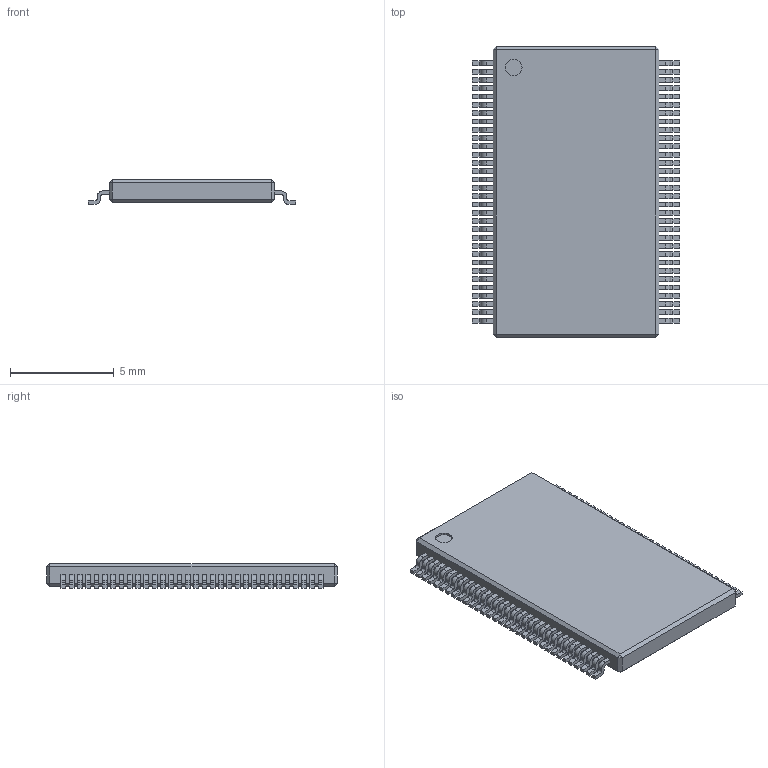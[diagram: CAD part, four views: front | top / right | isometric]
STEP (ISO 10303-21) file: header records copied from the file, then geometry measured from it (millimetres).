
FILE_DESCRIPTION(('Open CASCADE Model'),'2;1');
FILE_NAME('Open CASCADE Shape Model','2023-09-16T23:47:35',('Author'),('Open CASCADE'),'Open CASCADE STEP processor 7.7','Open CASCADE 7.7','Unknown');
FILE_SCHEMA(('AUTOMOTIVE_DESIGN { 1 0 10303 214 1 1 1 1 }'));
Length unit declared in the file: millimetre
Products named in the file (38): TSSOP64P40_1400X1000X120L100X23; body; body_part; dot; dot_part; leg-1; leg-1_part; leg-2; leg-3; leg-4; leg-5; leg-6; leg-7; leg-8; leg-9; leg-10; leg-11; leg-12; leg-13; leg-14; leg-15; leg-16; leg-17; leg-18; leg-19; leg-20; leg-21; leg-22; leg-23; leg-24; leg-25; leg-26; leg-27; leg-28; leg-29; leg-30; leg-31; leg-32
Assembly tree (68 placements, depth 3):
  TSSOP64P40_1400X1000X120L100X23
    body
      body_part
    dot
      dot_part
    leg-1
      leg-1_part
    leg-2
      leg-1_part
    leg-3
      leg-1_part
    leg-4
      leg-1_part
    leg-5
      leg-1_part
    leg-6
      leg-1_part
    leg-7
      leg-1_part
    leg-8
      leg-1_part
    leg-9
      leg-1_part
    leg-10
      leg-1_part
    leg-11
      leg-1_part
    leg-12
      leg-1_part
    leg-13
      leg-1_part
    leg-14
      leg-1_part
    leg-15
      leg-1_part
    leg-16
      leg-1_part
    leg-17
      leg-1_part
    leg-18
      leg-1_part
    leg-19
      leg-1_part
    leg-20
      leg-1_part
    leg-21
      leg-1_part
    leg-22
      leg-1_part
    leg-23
      leg-1_part
    leg-24
      leg-1_part
    leg-25
      leg-1_part
    leg-26
      leg-1_part
    leg-27
      leg-1_part
    leg-28
Bounding box: 10 x 14 x 1.2 mm (x, y, z)
Volume: 135.4 mm3; surface area: 540.7 mm2
Topology: 34 solids, 34 shells, 735 faces, 1974 edges, 1308 vertices
Faces by surface type: plane 477, bspline 256, cylinder 2
Full cylindrical faces by diameter (mm): 0.8 x2
Entity records: 1668 total; most frequent: CARTESIAN_POINT 227, ORIENTED_EDGE 197, EDGE_CURVE 113, PRODUCT_DEFINITION_SHAPE 106, LINE 85, AXIS2_PLACEMENT_3D 76, CONTEXT_DEPENDENT_SHAPE_REPRESENTATION 68, NEXT_ASSEMBLY_USAGE_OCCURRENCE 68
